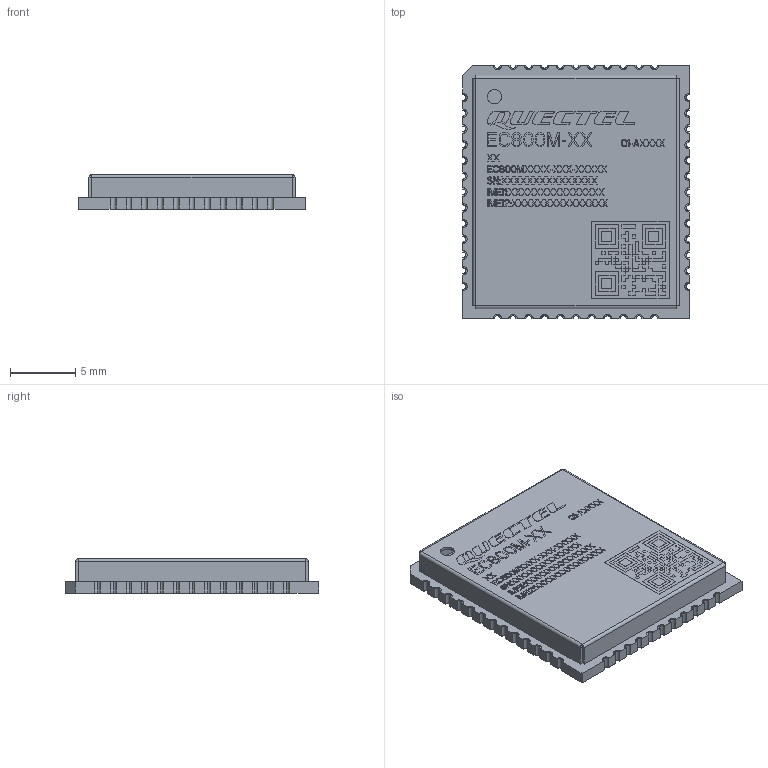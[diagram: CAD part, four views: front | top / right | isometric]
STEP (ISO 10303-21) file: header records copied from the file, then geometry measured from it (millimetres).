
FILE_DESCRIPTION(('FreeCAD Model'),'2;1');
FILE_NAME('Open CASCADE Shape Model','2025-04-30T06:44:24',('FreeCAD'),( 'FreeCAD'),'Open CASCADE STEP processor 7.6','FreeCAD','Unknown');
FILE_SCHEMA(('AUTOMOTIVE_DESIGN { 1 0 10303 214 1 1 1 1 }'));
Products named in the file (1): Open CASCADE STEP translator 7.6 1
Bounding box: 17.29 x 19.37 x 2.63 mm (x, y, z)
Volume: 371.1 mm3; surface area: 1518.2 mm2
Topology: 2 solids, 2 shells, 2776 faces, 7603 edges, 5032 vertices
Faces by surface type: bspline 2776
Entity records: 79202 total; most frequent: CARTESIAN_POINT 32687, ORIENTED_EDGE 15206, EDGE_CURVE 7603, B_SPLINE_CURVE_WITH_KNOTS 7285, VERTEX_POINT 5032, FACE_BOUND 2986, EDGE_LOOP 2986, ADVANCED_FACE 2776
